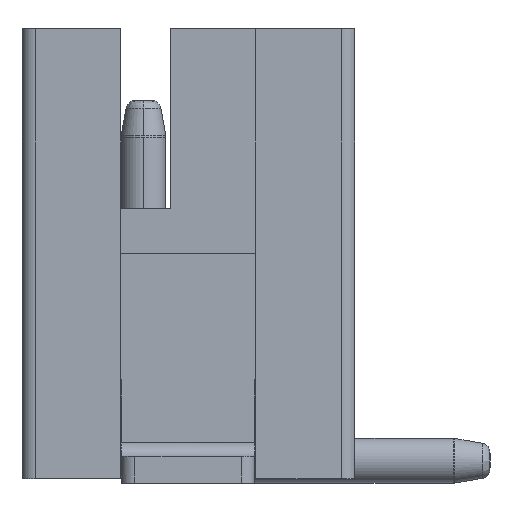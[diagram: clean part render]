
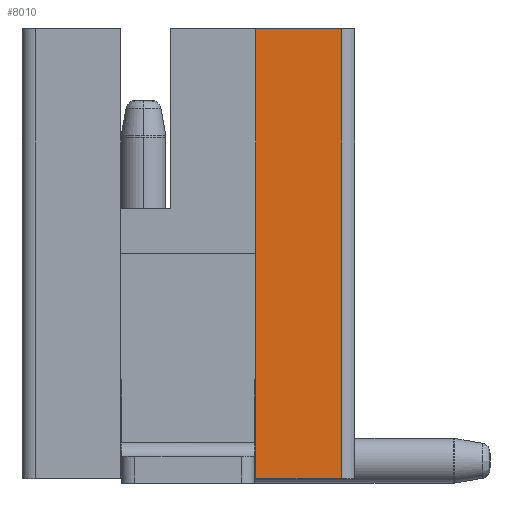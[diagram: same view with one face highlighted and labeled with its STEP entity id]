
A CAD part, left-side view. The second image highlights one B-rep face of the part: STEP entity #8010.
In plain terms, the highlighted free-form (B-spline) face has degree [1, 1] with [2, 2] control points.
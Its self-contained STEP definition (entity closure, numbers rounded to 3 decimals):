
#7230 = VERTEX_POINT('',#7231);
#7231 = CARTESIAN_POINT('',(-11.208,0.27,
    6.289));
#7236 = EDGE_CURVE('',#7230,#7237,#7239,.T.);
#7237 = VERTEX_POINT('',#7238);
#7238 = CARTESIAN_POINT('',(-11.208,-0.919,
    6.289));
#7239 = B_SPLINE_CURVE_WITH_KNOTS('',1,(#7240,#7241),.UNSPECIFIED.,.F.,
  .F.,(2,2),(2.595,3.55),.PIECEWISE_BEZIER_KNOTS.);
#7240 = CARTESIAN_POINT('',(-11.208,0.27,
    6.289));
#7241 = CARTESIAN_POINT('',(-11.208,-0.919,
    6.289));
#7293 = VERTEX_POINT('',#7294);
#7294 = CARTESIAN_POINT('',(-11.208,-0.919,
    0.062));
#7302 = EDGE_CURVE('',#7237,#7293,#7303,.T.);
#7303 = B_SPLINE_CURVE_WITH_KNOTS('',1,(#7304,#7305),.UNSPECIFIED.,.F.,
  .F.,(2,2),(0.,5.),.PIECEWISE_BEZIER_KNOTS.);
#7304 = CARTESIAN_POINT('',(-11.208,-0.919,
    6.289));
#7305 = CARTESIAN_POINT('',(-11.208,-0.919,
    0.062));
#7318 = EDGE_CURVE('',#7319,#7293,#7321,.T.);
#7319 = VERTEX_POINT('',#7320);
#7320 = CARTESIAN_POINT('',(-11.208,0.27,
    0.062));
#7321 = B_SPLINE_CURVE_WITH_KNOTS('',1,(#7322,#7323),.UNSPECIFIED.,.F.,
  .F.,(2,2),(1.245,2.2),.PIECEWISE_BEZIER_KNOTS.);
#7322 = CARTESIAN_POINT('',(-11.208,0.27,
    0.062));
#7323 = CARTESIAN_POINT('',(-11.208,-0.919,
    0.062));
#8010 = ADVANCED_FACE('',(#8011),#8021,.F.);
#8011 = FACE_BOUND('',#8012,.T.);
#8012 = EDGE_LOOP('',(#8013,#8014,#8015,#8020));
#8013 = ORIENTED_EDGE('',*,*,#7302,.F.);
#8014 = ORIENTED_EDGE('',*,*,#7236,.F.);
#8015 = ORIENTED_EDGE('',*,*,#8016,.F.);
#8016 = EDGE_CURVE('',#7319,#7230,#8017,.T.);
#8017 = B_SPLINE_CURVE_WITH_KNOTS('',1,(#8018,#8019),.UNSPECIFIED.,.F.,
  .F.,(2,2),(-5.,0.),.PIECEWISE_BEZIER_KNOTS.);
#8018 = CARTESIAN_POINT('',(-11.208,0.27,
    0.062));
#8019 = CARTESIAN_POINT('',(-11.208,0.27,
    6.289));
#8020 = ORIENTED_EDGE('',*,*,#7318,.T.);
#8021 = B_SPLINE_SURFACE_WITH_KNOTS('',1,1,(
    (#8022,#8023)
    ,(#8024,#8025
  )),.UNSPECIFIED.,.F.,.F.,.F.,(2,2),(2,2),(-3.55,-2.595),(-5.,0.),
  .PIECEWISE_BEZIER_KNOTS.);
#8022 = CARTESIAN_POINT('',(-11.208,-0.919,
    0.062));
#8023 = CARTESIAN_POINT('',(-11.208,-0.919,
    6.289));
#8024 = CARTESIAN_POINT('',(-11.208,0.27,
    0.062));
#8025 = CARTESIAN_POINT('',(-11.208,0.27,
    6.289));
